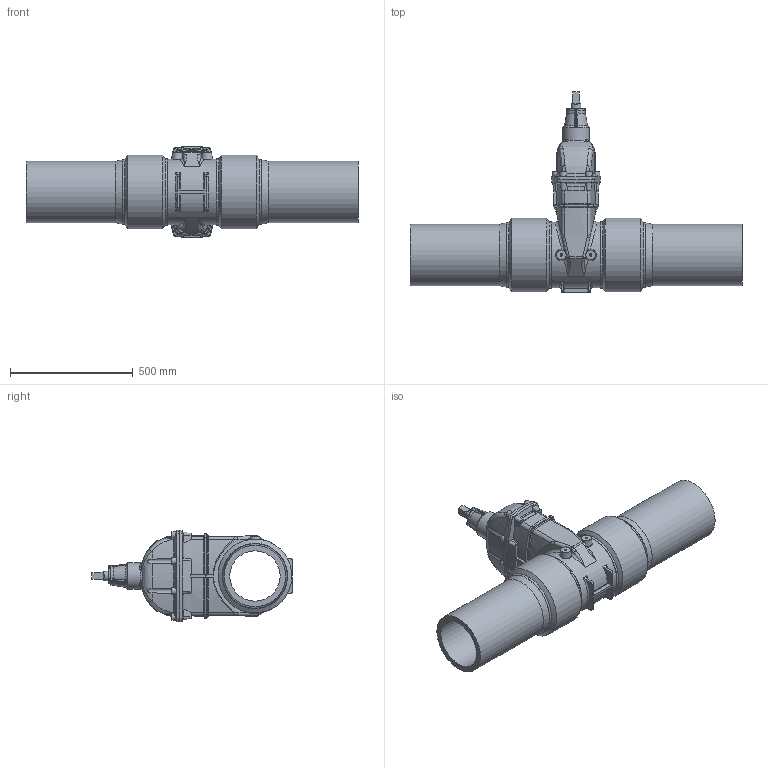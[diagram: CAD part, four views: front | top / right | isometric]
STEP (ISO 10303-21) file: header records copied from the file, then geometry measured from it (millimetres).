
FILE_DESCRIPTION (( 'STEP AP203' ), '1' );
FILE_NAME ('O_36_90_DN250_250mm.STEP', '2015-02-02T09:15:44', ( 'ken' ), ( '' ), 'SwSTEP 2.0', 'SolidWorks 2012', '' );
FILE_SCHEMA (( 'CONFIG_CONTROL_DESIGN' ));
Length unit declared in the file: millimetre
Products named in the file (1): O_36_90_DN250_250mm
Bounding box: 1350 x 816 x 370.9 mm (x, y, z)
Volume: 48629289.8 mm3; surface area: 2484420 mm2
Topology: 1 solids, 1 shells, 460 faces, 1175 edges, 718 vertices
Faces by surface type: bspline 131, plane 107, cylinder 92, cone 81, torus 41, sphere 8
Full cylindrical faces by diameter (mm): 40 x1, 108 x1, 204.546 x1, 250 x2, 267 x1, 270.6 x2, 300.2 x2
Entity records: 21292 total; most frequent: CARTESIAN_POINT 11678, ORIENTED_EDGE 2254, DIRECTION 1668, EDGE_CURVE 1127, AXIS2_PLACEMENT_3D 717, VERTEX_POINT 701, EDGE_LOOP 494, FACE_OUTER_BOUND 472
